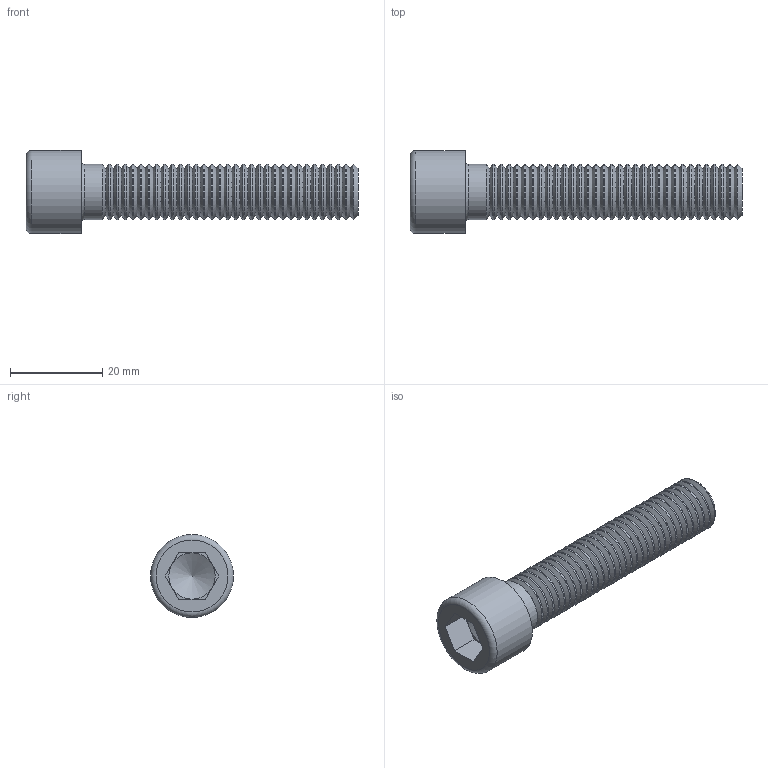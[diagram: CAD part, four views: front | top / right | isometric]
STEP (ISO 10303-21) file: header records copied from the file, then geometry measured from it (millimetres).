
FILE_DESCRIPTION (( 'STEP AP203' ), '1' );
FILE_NAME ('Âèíò ñ âíóòðåííèì øåñòèãðàííèêîì DIN912 M12õ60 (ïîëíàÿ ðåçüáà).STEP', '2023-12-28T12:21:52', ( '' ), ( '' ), 'SwSTEP 2.0', 'SolidWorks 2021', '' );
FILE_SCHEMA (( 'CONFIG_CONTROL_DESIGN' ));
Length unit declared in the file: millimetre
Products named in the file (1): Âèíò ñ âíóòðåííèì øåñòèãðàííèêîì DIN912 M12õ60 (ïîëíàÿ ðåçüáà)
Bounding box: 72 x 18 x 18 mm (x, y, z)
Volume: 8467.6 mm3; surface area: 4590.9 mm2
Topology: 1 solids, 1 shells, 117 faces, 238 edges, 124 vertices
Faces by surface type: cone 66, cylinder 34, plane 15, torus 2
Full cylindrical faces by diameter (mm): 12 x33, 18 x1
Entity records: 2509 total; most frequent: DIRECTION 478, CARTESIAN_POINT 372, ORIENTED_EDGE 266, AXIS2_PLACEMENT_3D 227, EDGE_LOOP 220, FACE_OUTER_BOUND 153, EDGE_CURVE 133, VERTEX_POINT 121
